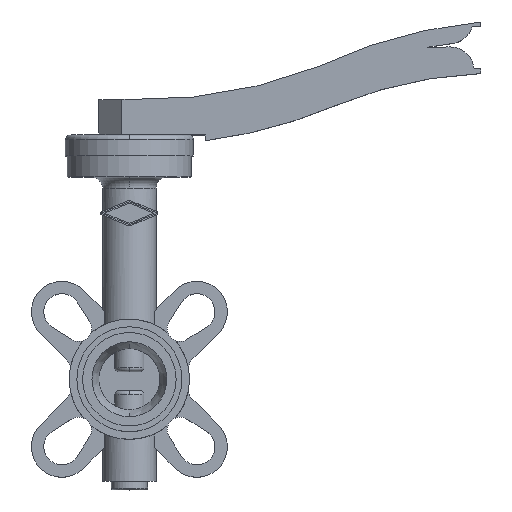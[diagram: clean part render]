
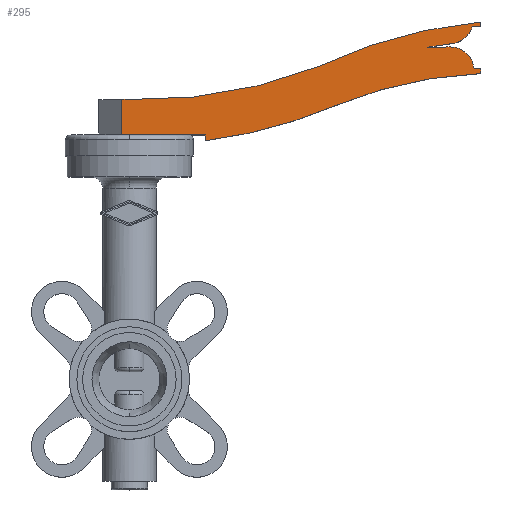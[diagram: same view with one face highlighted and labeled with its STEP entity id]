
A CAD part, top view. The second image highlights one B-rep face of the part: STEP entity #295.
In plain terms, the highlighted planar face has unit normal (0, 0, 1).
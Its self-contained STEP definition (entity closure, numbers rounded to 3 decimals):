
#295 = ADVANCED_FACE( '', ( #655 ), #656, .T. );
#655 = FACE_OUTER_BOUND( '', #1015, .T. );
#656 = PLANE( '', #1016 );
#1015 = EDGE_LOOP( '', ( #2505, #2506, #2507, #2508, #2509, #2510, #2511, #2512, #2513, #2514, #2515, #2516, #2517, #2518, #2519, #2520 ) );
#1016 = AXIS2_PLACEMENT_3D( '', #2521, #2522, #2523 );
#2505 = ORIENTED_EDGE( '', *, *, #2968, .T. );
#2506 = ORIENTED_EDGE( '', *, *, #2976, .T. );
#2507 = ORIENTED_EDGE( '', *, *, #2992, .T. );
#2508 = ORIENTED_EDGE( '', *, *, #2994, .T. );
#2509 = ORIENTED_EDGE( '', *, *, #2996, .T. );
#2510 = ORIENTED_EDGE( '', *, *, #2998, .T. );
#2511 = ORIENTED_EDGE( '', *, *, #3000, .T. );
#2512 = ORIENTED_EDGE( '', *, *, #3002, .T. );
#2513 = ORIENTED_EDGE( '', *, *, #3004, .T. );
#2514 = ORIENTED_EDGE( '', *, *, #3006, .T. );
#2515 = ORIENTED_EDGE( '', *, *, #3008, .T. );
#2516 = ORIENTED_EDGE( '', *, *, #3010, .T. );
#2517 = ORIENTED_EDGE( '', *, *, #3012, .T. );
#2518 = ORIENTED_EDGE( '', *, *, #3014, .T. );
#2519 = ORIENTED_EDGE( '', *, *, #3016, .T. );
#2520 = ORIENTED_EDGE( '', *, *, #3017, .T. );
#2521 = CARTESIAN_POINT( '', ( 0., 125., -6.5 ) );
#2522 = DIRECTION( '', ( 0., 0., 1. ) );
#2523 = DIRECTION( '', ( 1., 0., 0. ) );
#2968 = EDGE_CURVE( '', #3761, #3758, #3762, .T. );
#2976 = EDGE_CURVE( '', #3758, #3773, #3775, .T. );
#2992 = EDGE_CURVE( '', #3773, #3803, #3805, .T. );
#2994 = EDGE_CURVE( '', #3803, #3806, #3808, .T. );
#2996 = EDGE_CURVE( '', #3806, #3809, #3811, .T. );
#2998 = EDGE_CURVE( '', #3809, #3812, #3814, .T. );
#3000 = EDGE_CURVE( '', #3812, #3815, #3817, .T. );
#3002 = EDGE_CURVE( '', #3815, #3818, #3820, .T. );
#3004 = EDGE_CURVE( '', #3818, #3821, #3823, .T. );
#3006 = EDGE_CURVE( '', #3821, #3824, #3826, .T. );
#3008 = EDGE_CURVE( '', #3824, #3827, #3829, .T. );
#3010 = EDGE_CURVE( '', #3827, #3830, #3832, .T. );
#3012 = EDGE_CURVE( '', #3830, #3833, #3835, .T. );
#3014 = EDGE_CURVE( '', #3833, #3836, #3838, .T. );
#3016 = EDGE_CURVE( '', #3836, #3839, #3841, .T. );
#3017 = EDGE_CURVE( '', #3839, #3761, #3842, .T. );
#3758 = VERTEX_POINT( '', #5371 );
#3761 = VERTEX_POINT( '', #5375 );
#3762 = LINE( '', #5376, #5377 );
#3773 = VERTEX_POINT( '', #5394 );
#3775 = LINE( '', #5397, #5398 );
#3803 = VERTEX_POINT( '', #5434 );
#3805 = LINE( '', #5437, #5438 );
#3806 = VERTEX_POINT( '', #5439 );
#3808 = CIRCLE( '', #5442, 255. );
#3809 = VERTEX_POINT( '', #5443 );
#3811 = CIRCLE( '', #5446, 223. );
#3812 = VERTEX_POINT( '', #5447 );
#3814 = LINE( '', #5450, #5451 );
#3815 = VERTEX_POINT( '', #5452 );
#3817 = LINE( '', #5455, #5456 );
#3818 = VERTEX_POINT( '', #5457 );
#3820 = CIRCLE( '', #5460, 12.5 );
#3821 = VERTEX_POINT( '', #5461 );
#3823 = LINE( '', #5464, #5465 );
#3824 = VERTEX_POINT( '', #5466 );
#3826 = LINE( '', #5469, #5470 );
#3827 = VERTEX_POINT( '', #5471 );
#3829 = CIRCLE( '', #5474, 12.5 );
#3830 = VERTEX_POINT( '', #5475 );
#3832 = LINE( '', #5478, #5479 );
#3833 = VERTEX_POINT( '', #5480 );
#3835 = LINE( '', #5483, #5484 );
#3836 = VERTEX_POINT( '', #5485 );
#3838 = CIRCLE( '', #5488, 255. );
#3839 = VERTEX_POINT( '', #5489 );
#3841 = CIRCLE( '', #5492, 250. );
#3842 = LINE( '', #5493, #5494 );
#5371 = CARTESIAN_POINT( '', ( -4., 128., -6.5 ) );
#5375 = CARTESIAN_POINT( '', ( -4., 146.6, -6.5 ) );
#5376 = CARTESIAN_POINT( '', ( -4., 125., -6.5 ) );
#5377 = VECTOR( '', #6313, 1. );
#5394 = CARTESIAN_POINT( '', ( 39.8, 128., -6.5 ) );
#5397 = CARTESIAN_POINT( '', ( -16., 128., -6.5 ) );
#5398 = VECTOR( '', #6321, 1. );
#5434 = CARTESIAN_POINT( '', ( 39.8, 125., -6.5 ) );
#5437 = CARTESIAN_POINT( '', ( 39.8, 128., -6.5 ) );
#5438 = VECTOR( '', #6349, 1. );
#5439 = CARTESIAN_POINT( '', ( 107., 143., -6.5 ) );
#5442 = AXIS2_PLACEMENT_3D( '', #6351, #6352, #6353 );
#5443 = CARTESIAN_POINT( '', ( 184., 160.2, -6.5 ) );
#5446 = AXIS2_PLACEMENT_3D( '', #6355, #6356, #6357 );
#5447 = CARTESIAN_POINT( '', ( 184., 162.7, -6.5 ) );
#5450 = CARTESIAN_POINT( '', ( 184., 160.2, -6.5 ) );
#5451 = VECTOR( '', #6359, 1. );
#5452 = CARTESIAN_POINT( '', ( 180.6, 162.7, -6.5 ) );
#5455 = CARTESIAN_POINT( '', ( 184., 162.7, -6.5 ) );
#5456 = VECTOR( '', #6361, 1. );
#5457 = CARTESIAN_POINT( '', ( 168.015, 174.122, -6.5 ) );
#5460 = AXIS2_PLACEMENT_3D( '', #6363, #6364, #6365 );
#5461 = CARTESIAN_POINT( '', ( 156.4, 174., -6.5 ) );
#5464 = CARTESIAN_POINT( '', ( 168.015, 174.122, -6.5 ) );
#5465 = VECTOR( '', #6367, 1. );
#5466 = CARTESIAN_POINT( '', ( 169.9, 176., -6.5 ) );
#5469 = CARTESIAN_POINT( '', ( 156.4, 174., -6.5 ) );
#5470 = VECTOR( '', #6369, 1. );
#5471 = CARTESIAN_POINT( '', ( 179.7, 184.7, -6.5 ) );
#5474 = AXIS2_PLACEMENT_3D( '', #6371, #6372, #6373 );
#5475 = CARTESIAN_POINT( '', ( 184., 184.7, -6.5 ) );
#5478 = CARTESIAN_POINT( '', ( 179.7, 184.7, -6.5 ) );
#5479 = VECTOR( '', #6375, 1. );
#5480 = CARTESIAN_POINT( '', ( 184., 187.2, -6.5 ) );
#5483 = CARTESIAN_POINT( '', ( 184., 184.7, -6.5 ) );
#5484 = VECTOR( '', #6377, 1. );
#5485 = CARTESIAN_POINT( '', ( 99., 163.89, -6.5 ) );
#5488 = AXIS2_PLACEMENT_3D( '', #6379, #6380, #6381 );
#5489 = CARTESIAN_POINT( '', ( 0., 146.6, -6.5 ) );
#5492 = AXIS2_PLACEMENT_3D( '', #6383, #6384, #6385 );
#5493 = CARTESIAN_POINT( '', ( 0., 146.6, -6.5 ) );
#5494 = VECTOR( '', #6386, 1. );
#6313 = DIRECTION( '', ( 0., -1., 0. ) );
#6321 = DIRECTION( '', ( 1., 0., 0. ) );
#6349 = DIRECTION( '', ( 0., -1., 0. ) );
#6351 = CARTESIAN_POINT( '', ( 8.039, 378.014, -6.5 ) );
#6352 = DIRECTION( '', ( 0., 0., 1. ) );
#6353 = DIRECTION( '', ( 0.125, -0.992, 0. ) );
#6355 = CARTESIAN_POINT( '', ( 193.348, -62.604, -6.5 ) );
#6356 = DIRECTION( '', ( 0., 0., -1. ) );
#6357 = DIRECTION( '', ( -0.387, 0.922, 0. ) );
#6359 = DIRECTION( '', ( 0., 1., 0. ) );
#6361 = DIRECTION( '', ( -1., 0., 0. ) );
#6363 = CARTESIAN_POINT( '', ( 168.147, 161.623, -6.5 ) );
#6364 = DIRECTION( '', ( 0., 0., 1. ) );
#6365 = DIRECTION( '', ( 0.996, 0.086, 0. ) );
#6367 = DIRECTION( '', ( -1., -0.01, 0. ) );
#6369 = DIRECTION( '', ( 0.989, 0.147, 0. ) );
#6371 = CARTESIAN_POINT( '', ( 167.733, 188.311, -6.5 ) );
#6372 = DIRECTION( '', ( 0., 0., 1. ) );
#6373 = DIRECTION( '', ( 0.173, -0.985, 0. ) );
#6375 = DIRECTION( '', ( 1., 0., 0. ) );
#6377 = DIRECTION( '', ( 0., 1., 0. ) );
#6379 = CARTESIAN_POINT( '', ( 207.925, -66.675, -6.5 ) );
#6380 = DIRECTION( '', ( 0., 0., 1. ) );
#6381 = DIRECTION( '', ( -0.094, 0.996, 0. ) );
#6383 = CARTESIAN_POINT( '', ( 7.367, 396.491, -6.5 ) );
#6384 = DIRECTION( '', ( 0., 0., -1. ) );
#6385 = DIRECTION( '', ( 0.367, -0.93, 0. ) );
#6386 = DIRECTION( '', ( -1., 0., 0. ) );
